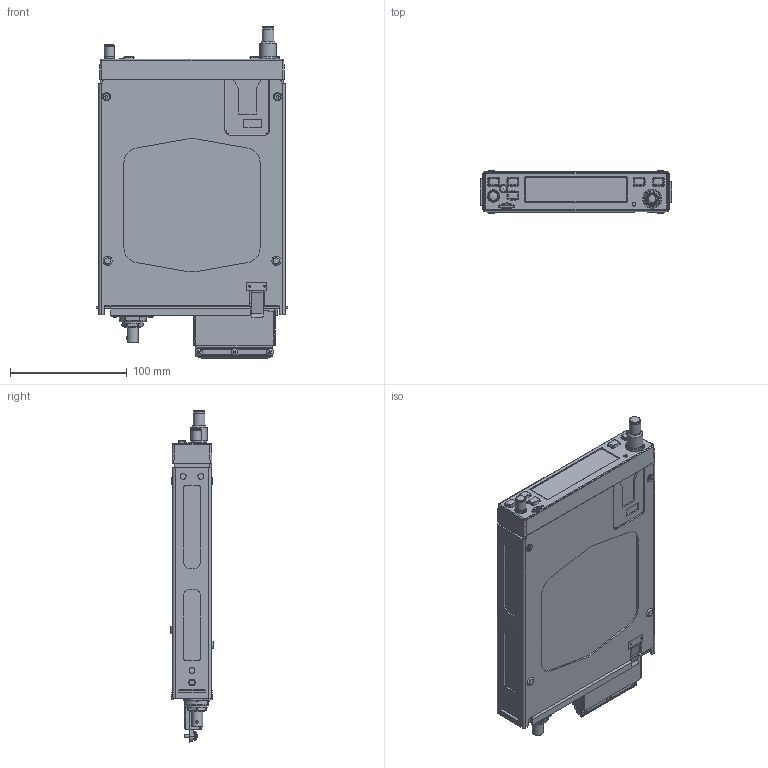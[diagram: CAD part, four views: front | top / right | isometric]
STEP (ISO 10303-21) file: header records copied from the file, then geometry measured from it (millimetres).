
FILE_DESCRIPTION (( 'STEP AP203' ), '1' );
FILE_NAME ('GTR200_rev3.STEP', '2017-08-30T16:19:55', ( 'Garmin' ), ( 'Garmin' ), 'SwSTEP 2.0', 'SolidWorks 2016', '' );
FILE_SCHEMA (( 'CONFIG_CONTROL_DESIGN' ));
Length unit declared in the file: millimetre
Products named in the file (1): GTR200_rev3
Bounding box: 164.08 x 36.2 x 284.84 mm (x, y, z)
Volume: 1155989.4 mm3; surface area: 203132.9 mm2
Topology: 4 solids, 10 shells, 1296 faces, 3261 edges, 2123 vertices
Faces by surface type: plane 660, cylinder 273, bspline 166, cone 137, torus 48, sphere 12
Full cylindrical faces by diameter (mm): 0.991 x37, 1.397 x2, 1.778 x2, 2.032 x2, 2.261 x6, 2.54 x4, 2.845 x9, 3.05 x4, 3.175 x2, 3.302 x3, 3.324 x1, 3.683 x1, 4.572 x1, 4.699 x1, 5.08 x7, 5.563 x5, 5.588 x1, 5.844 x1, 7.201 x1, 7.29 x1, 7.366 x1, 7.62 x1, 8.128 x2, 8.255 x1, 8.701 x1, 9.398 x1, 9.576 x1, 9.906 x2, 11.049 x1, 11.3 x1
Entity records: 43806 total; most frequent: CARTESIAN_POINT 14450, ORIENTED_EDGE 6022, DIRECTION 5745, EDGE_CURVE 3011, AXIS2_PLACEMENT_3D 2069, VERTEX_POINT 2030, EDGE_LOOP 1661, LINE 1607
